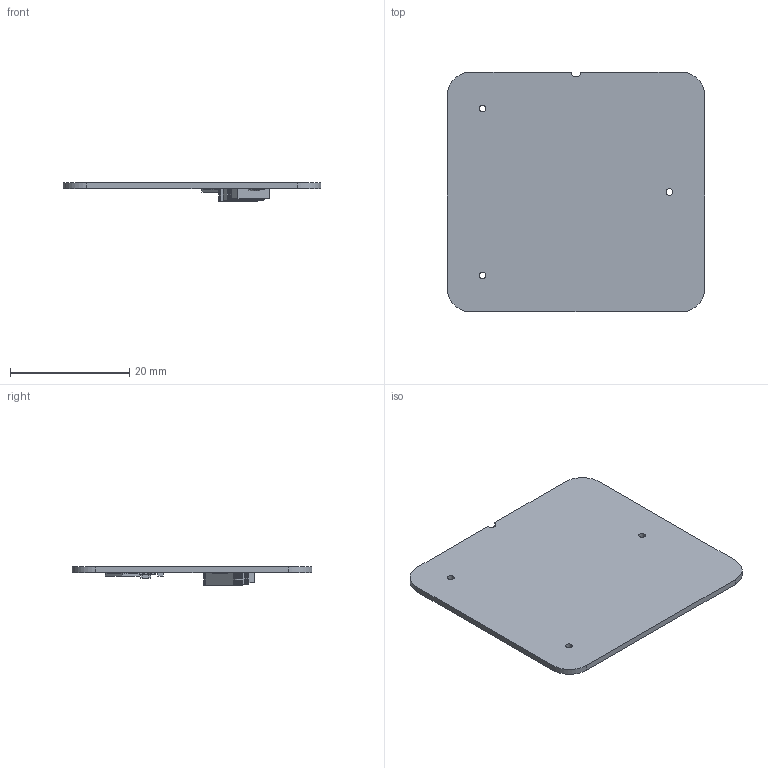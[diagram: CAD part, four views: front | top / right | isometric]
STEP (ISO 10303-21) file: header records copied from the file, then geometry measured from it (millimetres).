
FILE_DESCRIPTION(('Open CASCADE Model'),'2;1');
FILE_NAME('Open CASCADE Shape Model','2022-08-17T18:38:38',('Author'),( 'Open CASCADE'),'Open CASCADE STEP processor 6.8','Open CASCADE 6.8' ,'Unknown');
FILE_SCHEMA(('AUTOMOTIVE_DESIGN { 1 0 10303 214 1 1 1 1 }'));
Length unit declared in the file: millimetre
Products named in the file (20): PCB; Board; Open CASCADE STEP translator 6.8 1.1.1; J1; CONNECTOR-LEYCONN-_592006411010_(L8.75W5.7H2.15P0.5); 6PinFPC_-_Pins; 6PinFPC_-_Body; C1; C-0402; C2; C-0603; C3; C4; C5; R1; R-0603; R2; R3; U1; U-QFN-P0.5-4X4-28
Assembly tree (29 placements, depth 4):
  PCB
    Board
      Open CASCADE STEP translator 6.8 1.1.1
    J1
      CONNECTOR-LEYCONN-_592006411010_(L8.75W5.7H2.15P0.5)
        6PinFPC_-_Pins  x6
        6PinFPC_-_Body
    C1
      C-0402
    C2
      C-0603
    C3
      C-0402
    C4
      C-0402
    C5
      C-0402
    R1
      R-0603
    R2
      R-0603
    R3
      R-0603
    U1
      U-QFN-P0.5-4X4-28
Bounding box: 43.3 x 40.3 x 3.15 mm (x, y, z)
Volume: 1810.3 mm3; surface area: 3846.2 mm2
Topology: 17 solids, 17 shells, 565 faces, 1504 edges, 974 vertices
Faces by surface type: plane 456, cylinder 103, bspline 6
Full cylindrical faces by diameter (mm): 1.1 x3
Entity records: 15343 total; most frequent: CARTESIAN_POINT 2560, ORIENTED_EDGE 2488, DIRECTION 2368, EDGE_CURVE 1244, LINE 1052, VECTOR 1052, VERTEX_POINT 814, AXIS2_PLACEMENT_3D 658
